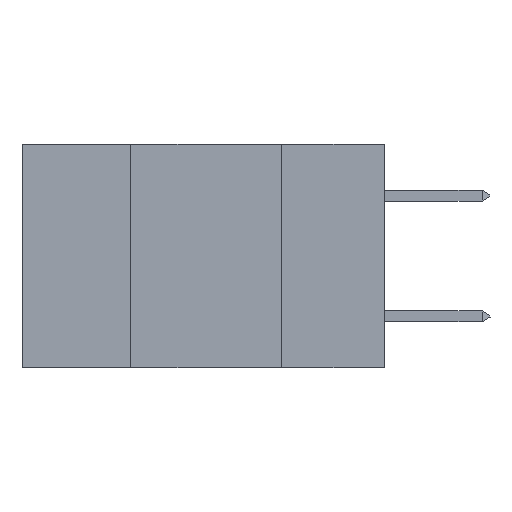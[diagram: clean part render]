
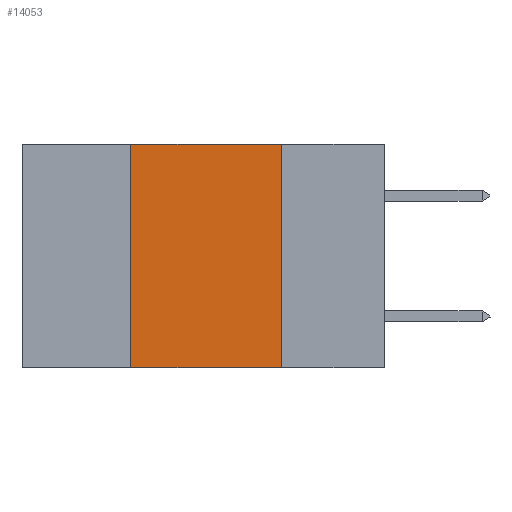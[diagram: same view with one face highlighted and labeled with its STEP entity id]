
A CAD part, left-side view. The second image highlights one B-rep face of the part: STEP entity #14053.
In plain terms, the highlighted planar face has unit normal (-1, 0, 0).
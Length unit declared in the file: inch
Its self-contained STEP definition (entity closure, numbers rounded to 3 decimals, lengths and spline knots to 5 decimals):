
#251 = CARTESIAN_POINT ( 'NONE',  ( 0., 0.42, -0.37 ) ) ;
#1019 = EDGE_CURVE ( 'NONE', #17278, #16119, #2926, .T. ) ;
#1372 = LINE ( 'NONE', #15651, #15354 ) ;
#1516 = PLANE ( 'NONE',  #11088 ) ;
#1632 = CARTESIAN_POINT ( 'NONE',  ( 0., 0.17, 0. ) ) ;
#2451 = CARTESIAN_POINT ( 'NONE',  ( 0., 0.42, 0. ) ) ;
#2798 = ORIENTED_EDGE ( 'NONE', *, *, #11715, .T. ) ;
#2890 = EDGE_LOOP ( 'NONE', ( #13996, #18585, #4783, #2798 ) ) ;
#2926 = LINE ( 'NONE', #1632, #16282 ) ;
#3867 = VECTOR ( 'NONE', #10391, 39.37008 ) ;
#4783 = ORIENTED_EDGE ( 'NONE', *, *, #13115, .F. ) ;
#5712 = CARTESIAN_POINT ( 'NONE',  ( 0., 0.6, -0.37 ) ) ;
#7675 = CARTESIAN_POINT ( 'NONE',  ( 0., 0.6, 0. ) ) ;
#7725 = DIRECTION ( 'NONE',  ( 0., -1., 0. ) ) ;
#9793 = VERTEX_POINT ( 'NONE', #251 ) ;
#10391 = DIRECTION ( 'NONE',  ( 0., -1., 0. ) ) ;
#11063 = VECTOR ( 'NONE', #16674, 39.37008 ) ;
#11088 = AXIS2_PLACEMENT_3D ( 'NONE', #7675, #12139, #18334 ) ;
#11715 = EDGE_CURVE ( 'NONE', #9793, #16119, #18191, .T. ) ;
#11738 = CARTESIAN_POINT ( 'NONE',  ( 0., 0.17, 0. ) ) ;
#12139 = DIRECTION ( 'NONE',  ( 1., 0., 0. ) ) ;
#13036 = CARTESIAN_POINT ( 'NONE',  ( 0., 0.42, 0. ) ) ;
#13115 = EDGE_CURVE ( 'NONE', #9793, #13409, #19902, .T. ) ;
#13409 = VERTEX_POINT ( 'NONE', #2451 ) ;
#13996 = ORIENTED_EDGE ( 'NONE', *, *, #1019, .F. ) ;
#14053 = ADVANCED_FACE ( 'NONE', ( #19857 ), #1516, .F. ) ;
#15354 = VECTOR ( 'NONE', #7725, 39.37008 ) ;
#15651 = CARTESIAN_POINT ( 'NONE',  ( 0., 0.6, 0. ) ) ;
#16119 = VERTEX_POINT ( 'NONE', #17194 ) ;
#16282 = VECTOR ( 'NONE', #19599, 39.37008 ) ;
#16619 = EDGE_CURVE ( 'NONE', #13409, #17278, #1372, .T. ) ;
#16674 = DIRECTION ( 'NONE',  ( 0., 0., 1. ) ) ;
#17194 = CARTESIAN_POINT ( 'NONE',  ( 0., 0.17, -0.37 ) ) ;
#17278 = VERTEX_POINT ( 'NONE', #11738 ) ;
#18191 = LINE ( 'NONE', #5712, #3867 ) ;
#18334 = DIRECTION ( 'NONE',  ( 0., 0., -1. ) ) ;
#18585 = ORIENTED_EDGE ( 'NONE', *, *, #16619, .F. ) ;
#19599 = DIRECTION ( 'NONE',  ( 0., 0., -1. ) ) ;
#19857 = FACE_OUTER_BOUND ( 'NONE', #2890, .T. ) ;
#19902 = LINE ( 'NONE', #13036, #11063 ) ;
